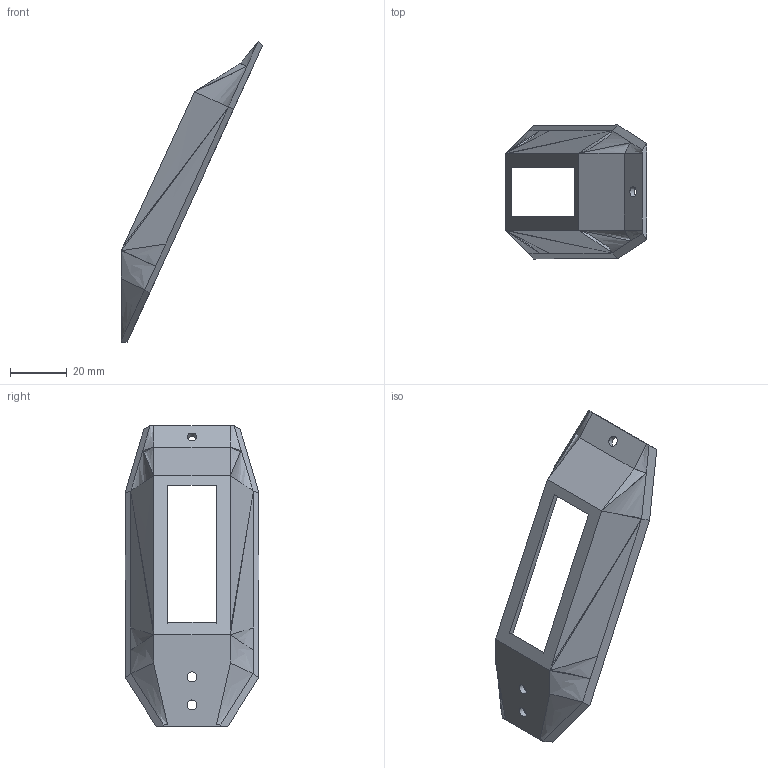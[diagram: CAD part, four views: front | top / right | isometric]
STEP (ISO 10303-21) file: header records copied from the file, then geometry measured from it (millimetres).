
FILE_DESCRIPTION(/* description */ (''),/* implementation_level */ '2;1');
FILE_NAME(/* name */ 'Shield.step',/* time_stamp */ '2022-12-03T14:14:34-06:00',/* author */ (''),/* organization */ (''),/* preprocessor_version */ 'ST-DEVELOPER v19.2',/* originating_system */ 'Autodesk Translation Framework v11.17.0.187',/* authorisation */ '');
FILE_SCHEMA (('AUTOMOTIVE_DESIGN { 1 0 10303 214 3 1 1 }'));
Length unit declared in the file: millimetre
Products named in the file (1): Shield
Bounding box: 49.68 x 47 x 105.63 mm (x, y, z)
Volume: 8496.5 mm3; surface area: 12428.5 mm2
Topology: 1 solids, 1 shells, 78 faces, 183 edges, 106 vertices
Faces by surface type: bspline 52, plane 23, cylinder 3
Full cylindrical faces by diameter (mm): 3.5 x3
Entity records: 3104 total; most frequent: CARTESIAN_POINT 1502, ORIENTED_EDGE 366, DIRECTION 217, EDGE_CURVE 183, LINE 151, VECTOR 151, VERTEX_POINT 106, EDGE_LOOP 85
